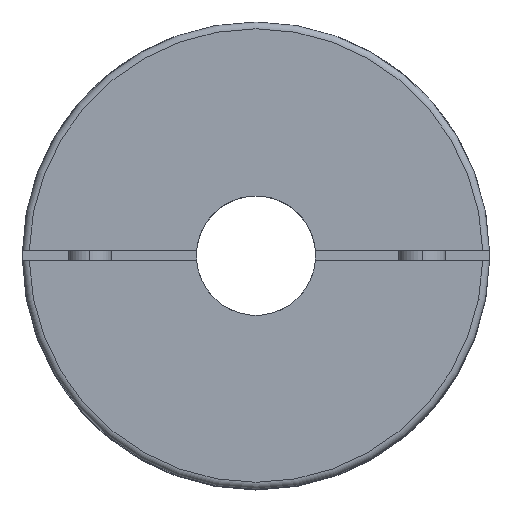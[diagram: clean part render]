
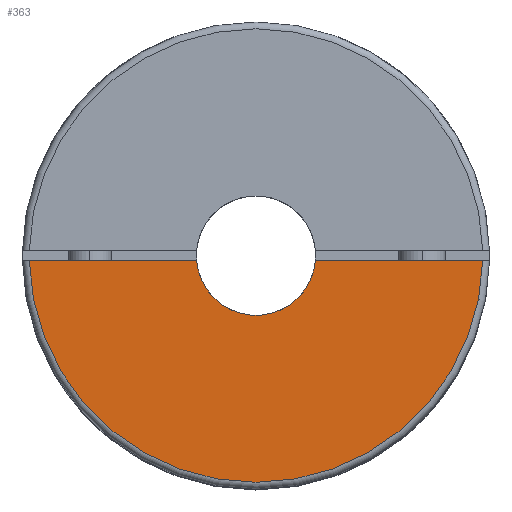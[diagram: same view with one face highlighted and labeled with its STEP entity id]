
A CAD part, top view. The second image highlights one B-rep face of the part: STEP entity #363.
In plain terms, the highlighted planar face has unit normal (0, 0, 1).
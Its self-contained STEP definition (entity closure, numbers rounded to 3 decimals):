
#66 = ORIENTED_EDGE ( 'NONE', *, *, #420, .T. ) ;
#175 = FACE_OUTER_BOUND ( 'NONE', #5333, .T. ) ;
#291 = AXIS2_PLACEMENT_3D ( 'NONE', #4006, #2282, #3178 ) ;
#363 = ADVANCED_FACE ( 'NONE', ( #175 ), #5356, .T. ) ;
#420 = EDGE_CURVE ( 'NONE', #2590, #5328, #1477, .T. ) ;
#507 = DIRECTION ( 'NONE',  ( 1., 0., 0. ) ) ;
#542 = VECTOR ( 'NONE', #507, 1000. ) ;
#559 = CARTESIAN_POINT ( 'NONE',  ( 6.974, -0.6, 0. ) ) ;
#668 = VERTEX_POINT ( 'NONE', #4228 ) ;
#942 = ORIENTED_EDGE ( 'NONE', *, *, #2109, .F. ) ;
#966 = CIRCLE ( 'NONE', #2691, 26.6 ) ;
#1312 = ORIENTED_EDGE ( 'NONE', *, *, #4374, .F. ) ;
#1477 = CIRCLE ( 'NONE', #2202, 7. ) ;
#1507 = DIRECTION ( 'NONE',  ( 0., 0., -1. ) ) ;
#1563 = EDGE_CURVE ( 'NONE', #3550, #5328, #1597, .T. ) ;
#1597 = LINE ( 'NONE', #5510, #5041 ) ;
#1732 = CARTESIAN_POINT ( 'NONE',  ( -26.593, -0.6, 0. ) ) ;
#1852 = CARTESIAN_POINT ( 'NONE',  ( 0., 0., 0. ) ) ;
#2109 = EDGE_CURVE ( 'NONE', #668, #3550, #966, .T. ) ;
#2123 = DIRECTION ( 'NONE',  ( 0., 0., -1. ) ) ;
#2184 = DIRECTION ( 'NONE',  ( -1., 0., 0. ) ) ;
#2202 = AXIS2_PLACEMENT_3D ( 'NONE', #1852, #1507, #4526 ) ;
#2282 = DIRECTION ( 'NONE',  ( 0., 0., 1. ) ) ;
#2590 = VERTEX_POINT ( 'NONE', #559 ) ;
#2691 = AXIS2_PLACEMENT_3D ( 'NONE', #4274, #2123, #2184 ) ;
#2921 = DIRECTION ( 'NONE',  ( 1., 0., 0. ) ) ;
#2991 = ORIENTED_EDGE ( 'NONE', *, *, #1563, .F. ) ;
#3178 = DIRECTION ( 'NONE',  ( 1., 0., 0. ) ) ;
#3519 = CARTESIAN_POINT ( 'NONE',  ( -27.4, -0.6, 0. ) ) ;
#3549 = CARTESIAN_POINT ( 'NONE',  ( -6.974, -0.6, 0. ) ) ;
#3550 = VERTEX_POINT ( 'NONE', #1732 ) ;
#4006 = CARTESIAN_POINT ( 'NONE',  ( 0., 26.6, 0. ) ) ;
#4228 = CARTESIAN_POINT ( 'NONE',  ( 26.593, -0.6, 0. ) ) ;
#4274 = CARTESIAN_POINT ( 'NONE',  ( 0., 0., 0. ) ) ;
#4374 = EDGE_CURVE ( 'NONE', #2590, #668, #5204, .T. ) ;
#4526 = DIRECTION ( 'NONE',  ( -1., 0., 0. ) ) ;
#5041 = VECTOR ( 'NONE', #2921, 1000. ) ;
#5204 = LINE ( 'NONE', #3519, #542 ) ;
#5328 = VERTEX_POINT ( 'NONE', #3549 ) ;
#5333 = EDGE_LOOP ( 'NONE', ( #2991, #942, #1312, #66 ) ) ;
#5356 = PLANE ( 'NONE',  #291 ) ;
#5510 = CARTESIAN_POINT ( 'NONE',  ( -27.4, -0.6, 0. ) ) ;
